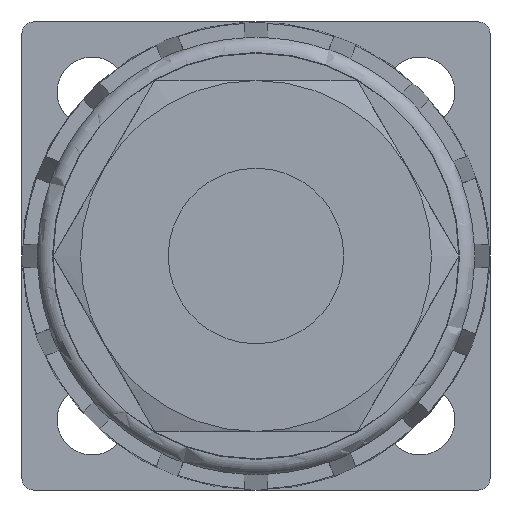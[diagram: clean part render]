
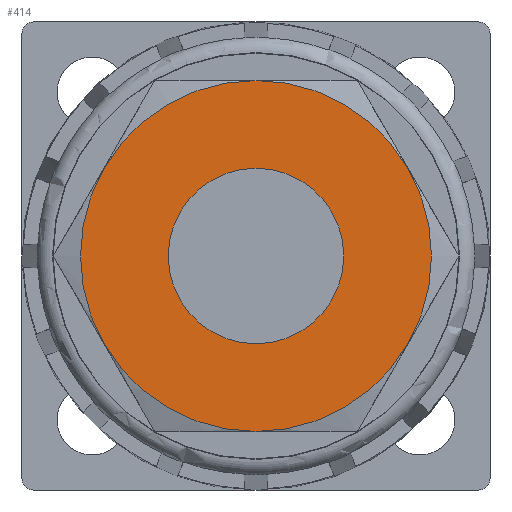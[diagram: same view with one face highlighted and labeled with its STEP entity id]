
A CAD part, front view. The second image highlights one B-rep face of the part: STEP entity #414.
In plain terms, the highlighted planar face has unit normal (0, -1, 0).
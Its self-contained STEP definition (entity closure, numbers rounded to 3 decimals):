
#414 = ADVANCED_FACE( '', ( #856, #857 ), #858, .F. );
#856 = FACE_BOUND( '', #1295, .T. );
#857 = FACE_OUTER_BOUND( '', #1296, .T. );
#858 = PLANE( '', #1297 );
#1295 = EDGE_LOOP( '', ( #2465 ) );
#1296 = EDGE_LOOP( '', ( #2466, #2467, #2468, #2469, #2470, #2471 ) );
#1297 = AXIS2_PLACEMENT_3D( '', #2472, #2473, #2474 );
#2465 = ORIENTED_EDGE( '', *, *, #2555, .F. );
#2466 = ORIENTED_EDGE( '', *, *, #2665, .T. );
#2467 = ORIENTED_EDGE( '', *, *, #2943, .T. );
#2468 = ORIENTED_EDGE( '', *, *, #2718, .T. );
#2469 = ORIENTED_EDGE( '', *, *, #2857, .T. );
#2470 = ORIENTED_EDGE( '', *, *, #2886, .T. );
#2471 = ORIENTED_EDGE( '', *, *, #2703, .T. );
#2472 = CARTESIAN_POINT( '', ( 15., 0., 0. ) );
#2473 = DIRECTION( '', ( 0., 1., 0. ) );
#2474 = DIRECTION( '', ( 0., 0., 1. ) );
#2555 = EDGE_CURVE( '', #3052, #3052, #3053, .F. );
#2665 = EDGE_CURVE( '', #3242, #3239, #3243, .T. );
#2703 = EDGE_CURVE( '', #2990, #3242, #3303, .T. );
#2718 = EDGE_CURVE( '', #3326, #3323, #3327, .T. );
#2857 = EDGE_CURVE( '', #3323, #3529, #3531, .T. );
#2886 = EDGE_CURVE( '', #3529, #2990, #3565, .T. );
#2943 = EDGE_CURVE( '', #3239, #3326, #3633, .T. );
#2990 = VERTEX_POINT( '', #3680 );
#3052 = VERTEX_POINT( '', #3773 );
#3053 = CIRCLE( '', #3774, 7.5 );
#3239 = VERTEX_POINT( '', #4066 );
#3242 = VERTEX_POINT( '', #4074 );
#3243 = CIRCLE( '', #4075, 15. );
#3303 = CIRCLE( '', #4198, 15. );
#3323 = VERTEX_POINT( '', #4234 );
#3326 = VERTEX_POINT( '', #4242 );
#3327 = CIRCLE( '', #4243, 15. );
#3529 = VERTEX_POINT( '', #4602 );
#3531 = CIRCLE( '', #4609, 15. );
#3565 = CIRCLE( '', #4670, 15. );
#3633 = CIRCLE( '', #4807, 15. );
#3680 = CARTESIAN_POINT( '', ( -12.99, 0., -7.5 ) );
#3773 = CARTESIAN_POINT( '', ( 0., 0., 7.5 ) );
#3774 = AXIS2_PLACEMENT_3D( '', #4905, #4906, #4907 );
#4066 = CARTESIAN_POINT( '', ( 12.99, 0., -7.5 ) );
#4074 = CARTESIAN_POINT( '', ( 0., 0., -15. ) );
#4075 = AXIS2_PLACEMENT_3D( '', #5025, #5026, #5027 );
#4198 = AXIS2_PLACEMENT_3D( '', #5050, #5051, #5052 );
#4234 = CARTESIAN_POINT( '', ( 0., 0., 15. ) );
#4242 = CARTESIAN_POINT( '', ( 12.99, 0., 7.5 ) );
#4243 = AXIS2_PLACEMENT_3D( '', #5060, #5061, #5062 );
#4602 = CARTESIAN_POINT( '', ( -12.99, 0., 7.5 ) );
#4609 = AXIS2_PLACEMENT_3D( '', #5227, #5228, #5229 );
#4670 = AXIS2_PLACEMENT_3D( '', #5247, #5248, #5249 );
#4807 = AXIS2_PLACEMENT_3D( '', #5290, #5291, #5292 );
#4905 = CARTESIAN_POINT( '', ( 0., 0., 0. ) );
#4906 = DIRECTION( '', ( 0., 1., 0. ) );
#4907 = DIRECTION( '', ( 0., 0., 1. ) );
#5025 = CARTESIAN_POINT( '', ( 0., 0., 0. ) );
#5026 = DIRECTION( '', ( 0., -1., 0. ) );
#5027 = DIRECTION( '', ( 0., 0., -1. ) );
#5050 = CARTESIAN_POINT( '', ( 0., 0., 0. ) );
#5051 = DIRECTION( '', ( 0., -1., 0. ) );
#5052 = DIRECTION( '', ( 0., 0., -1. ) );
#5060 = CARTESIAN_POINT( '', ( 0., 0., 0. ) );
#5061 = DIRECTION( '', ( 0., -1., 0. ) );
#5062 = DIRECTION( '', ( 0., 0., -1. ) );
#5227 = CARTESIAN_POINT( '', ( 0., 0., 0. ) );
#5228 = DIRECTION( '', ( 0., -1., 0. ) );
#5229 = DIRECTION( '', ( 0., 0., -1. ) );
#5247 = CARTESIAN_POINT( '', ( 0., 0., 0. ) );
#5248 = DIRECTION( '', ( 0., -1., 0. ) );
#5249 = DIRECTION( '', ( 0., 0., -1. ) );
#5290 = CARTESIAN_POINT( '', ( 0., 0., 0. ) );
#5291 = DIRECTION( '', ( 0., -1., 0. ) );
#5292 = DIRECTION( '', ( 0., 0., -1. ) );
